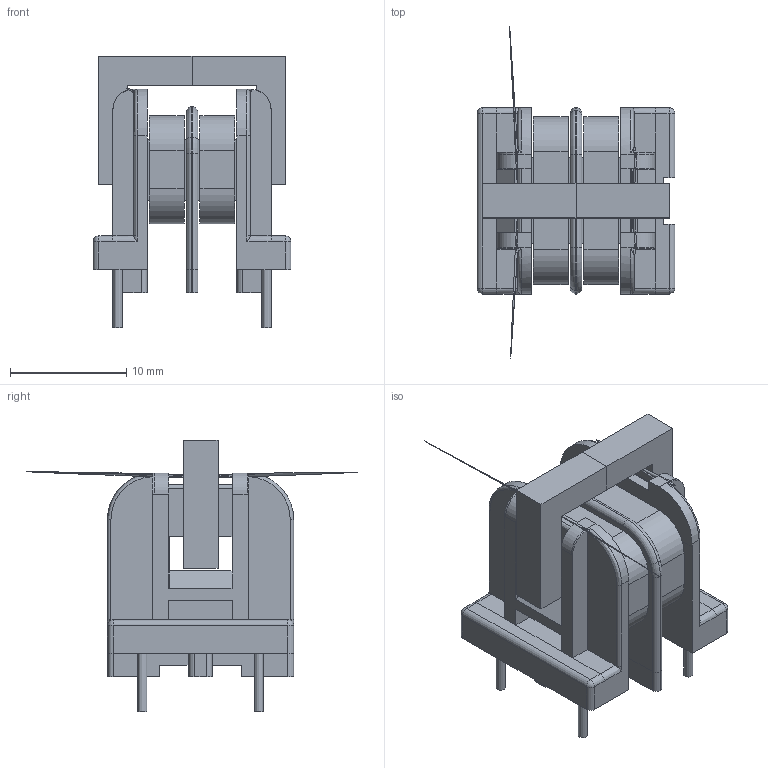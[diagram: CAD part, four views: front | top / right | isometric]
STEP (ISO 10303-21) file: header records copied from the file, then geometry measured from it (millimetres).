
FILE_DESCRIPTION(('FreeCAD Model'),'2;1');
FILE_NAME( 'Transformer CC1183.stp', '2021-08-15T09:40:44',('Author'),(''), 'Open CASCADE STEP processor 7.3','FreeCAD','Unknown');
FILE_SCHEMA(('AUTOMOTIVE_DESIGN { 1 0 10303 214 1 1 1 1 }'));
Length unit declared in the file: millimetre
Products named in the file (6): Transformer_CC1183; Carretel_CC1183; Bobina_1; Bobina_2; Ferrite_1; Ferrite_2
Assembly tree (5 placements, depth 2):
  Transformer_CC1183
    Carretel_CC1183
    Bobina_1
    Bobina_2
    Ferrite_1
    Ferrite_2
Bounding box: 17 x 28.52 x 23.33 mm (x, y, z)
Volume: 2232.2 mm3; surface area: 3545.3 mm2
Topology: 5 solids, 5 shells, 249 faces, 637 edges, 394 vertices
Faces by surface type: plane 160, cylinder 65, torus 16, sphere 4, bspline 4
Full cylindrical faces by diameter (mm): 0.8 x4
Entity records: 11502 total; most frequent: CARTESIAN_POINT 3618, ORIENTED_EDGE 1262, DIRECTION 1251, EDGE_CURVE 631, LINE 465, VECTOR 465, VERTEX_POINT 394, AXIS2_PLACEMENT_3D 393
